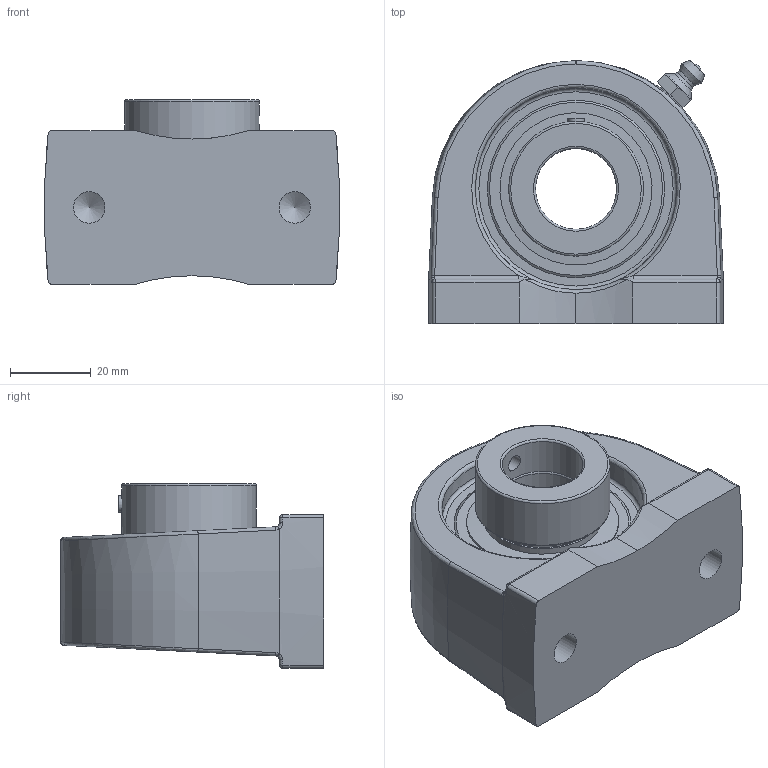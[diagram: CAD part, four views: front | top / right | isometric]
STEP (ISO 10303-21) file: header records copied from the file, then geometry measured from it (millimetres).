
FILE_DESCRIPTION(('HOOPS Exchange Step'),'2;1');
FILE_NAME('export-CE0ED414-A2C1-4468-93DC-E249F1E8173C.stp','2019-12-13T15:02:25-08:00',('ibuslach'),('Alibre'),'HOOPS Exchange 2019.2','Alibre','Unknown authorisation');
FILE_SCHEMA( ('AP242_MANAGED_MODEL_BASED_3D_ENGINEERING_MIM_LF {1 0 10303 442 1 1 4 }') );
Length unit declared in the file: centimetre
Products named in the file (8): MRN SPA 204; UCP ZERK 6mm; SNC 204 COLLAR; SNC 201 SHIELD; SNC 201 SS; SNC 204 RACES; MRN SNC 204; MRN SNCPA 204
Assembly tree (8 placements, depth 3):
  MRN SNCPA 204
    MRN SPA 204
    UCP ZERK 6mm
    MRN SNC 204
      SNC 204 COLLAR
      SNC 201 SHIELD  x2
      SNC 201 SS
      SNC 204 RACES
Bounding box: 72.85 x 65.12 x 45.61 mm (x, y, z)
Volume: 95600.1 mm3; surface area: 35539.6 mm2
Topology: 8 solids, 8 shells, 200 faces, 527 edges, 333 vertices
Faces by surface type: cylinder 57, plane 50, bspline 29, torus 26, cone 22, sphere 16
Full cylindrical faces by diameter (mm): 2.006 x2, 4.134 x3, 6 x2, 7.798 x2, 20 x2, 25.908 x2, 27.94 x4, 28.956 x2, 33.3 x1, 37.214 x2, 37.618 x2, 49.784 x2
Entity records: 12965 total; most frequent: CARTESIAN_POINT 8097, DIRECTION 998, ORIENTED_EDGE 986, EDGE_CURVE 493, AXIS2_PLACEMENT_3D 432, VERTEX_POINT 319, CIRCLE 238, EDGE_LOOP 216
